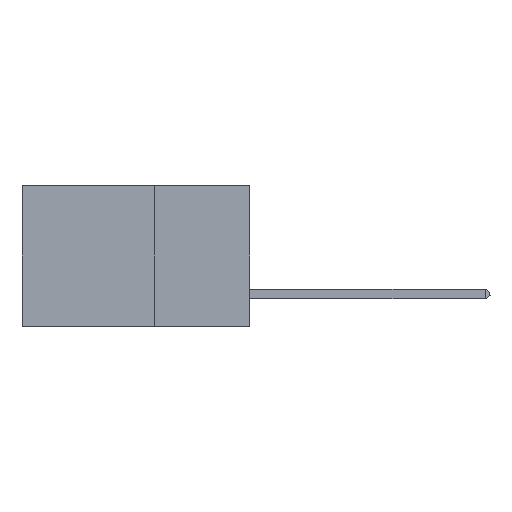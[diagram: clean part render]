
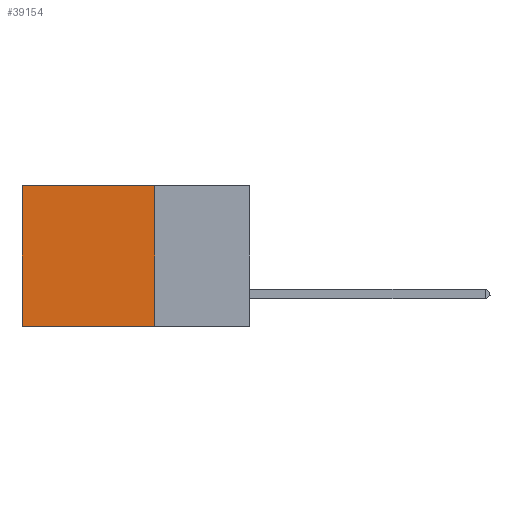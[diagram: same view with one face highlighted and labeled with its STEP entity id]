
A CAD part, left-side view. The second image highlights one B-rep face of the part: STEP entity #39154.
In plain terms, the highlighted planar face has unit normal (-1, 0, 0).
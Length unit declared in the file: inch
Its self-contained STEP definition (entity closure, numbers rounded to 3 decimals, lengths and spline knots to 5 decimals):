
#191 = AXIS2_PLACEMENT_3D ( 'NONE', #21555, #18103, #28776 ) ;
#626 = LINE ( 'NONE', #12049, #13390 ) ;
#1993 = LINE ( 'NONE', #41129, #8251 ) ;
#2748 = VERTEX_POINT ( 'NONE', #17236 ) ;
#3738 = LINE ( 'NONE', #7526, #36613 ) ;
#5073 = DIRECTION ( 'NONE',  ( 0., 0., -1. ) ) ;
#5888 = PLANE ( 'NONE',  #191 ) ;
#6820 = EDGE_CURVE ( 'NONE', #26535, #2748, #3738, .T. ) ;
#7526 = CARTESIAN_POINT ( 'NONE',  ( 0.2875, 0.25, 0. ) ) ;
#8251 = VECTOR ( 'NONE', #35183, 39.37008 ) ;
#8433 = EDGE_LOOP ( 'NONE', ( #40353, #17717, #22388, #26076 ) ) ;
#11757 = CARTESIAN_POINT ( 'NONE',  ( 0.2875, 0.6, -0.37 ) ) ;
#12049 = CARTESIAN_POINT ( 'NONE',  ( 0.2875, 0.25, 0. ) ) ;
#13390 = VECTOR ( 'NONE', #23542, 39.37008 ) ;
#17236 = CARTESIAN_POINT ( 'NONE',  ( 0.2875, 0.6, 0. ) ) ;
#17433 = FACE_OUTER_BOUND ( 'NONE', #8433, .T. ) ;
#17555 = VERTEX_POINT ( 'NONE', #42417 ) ;
#17717 = ORIENTED_EDGE ( 'NONE', *, *, #33011, .F. ) ;
#18103 = DIRECTION ( 'NONE',  ( 1., 0., 0. ) ) ;
#20683 = EDGE_CURVE ( 'NONE', #2748, #28158, #30942, .T. ) ;
#21555 = CARTESIAN_POINT ( 'NONE',  ( 0.2875, 0.25, 0. ) ) ;
#22388 = ORIENTED_EDGE ( 'NONE', *, *, #29537, .F. ) ;
#23542 = DIRECTION ( 'NONE',  ( 0., 0., -1. ) ) ;
#23860 = DIRECTION ( 'NONE',  ( 0., 1., 0. ) ) ;
#26076 = ORIENTED_EDGE ( 'NONE', *, *, #6820, .T. ) ;
#26535 = VERTEX_POINT ( 'NONE', #32215 ) ;
#27096 = CARTESIAN_POINT ( 'NONE',  ( 0.2875, 0.6, 0. ) ) ;
#28158 = VERTEX_POINT ( 'NONE', #11757 ) ;
#28776 = DIRECTION ( 'NONE',  ( 0., 0., -1. ) ) ;
#29537 = EDGE_CURVE ( 'NONE', #26535, #17555, #626, .T. ) ;
#30942 = LINE ( 'NONE', #27096, #43098 ) ;
#32215 = CARTESIAN_POINT ( 'NONE',  ( 0.2875, 0.25, 0. ) ) ;
#33011 = EDGE_CURVE ( 'NONE', #17555, #28158, #1993, .T. ) ;
#35183 = DIRECTION ( 'NONE',  ( 0., 1., 0. ) ) ;
#36613 = VECTOR ( 'NONE', #23860, 39.37008 ) ;
#39154 = ADVANCED_FACE ( 'NONE', ( #17433 ), #5888, .F. ) ;
#40353 = ORIENTED_EDGE ( 'NONE', *, *, #20683, .T. ) ;
#41129 = CARTESIAN_POINT ( 'NONE',  ( 0.2875, 0.25, -0.37 ) ) ;
#42417 = CARTESIAN_POINT ( 'NONE',  ( 0.2875, 0.25, -0.37 ) ) ;
#43098 = VECTOR ( 'NONE', #5073, 39.37008 ) ;
